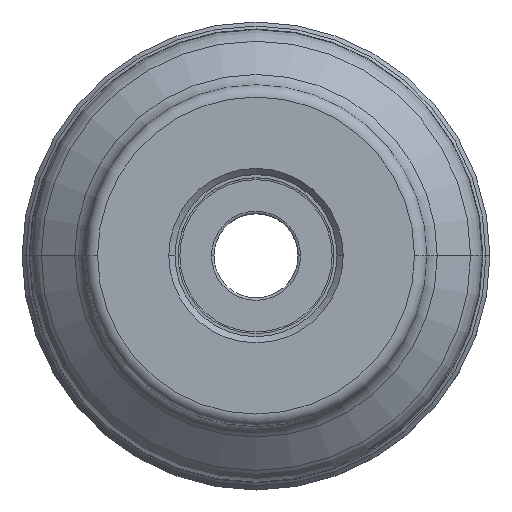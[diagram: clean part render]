
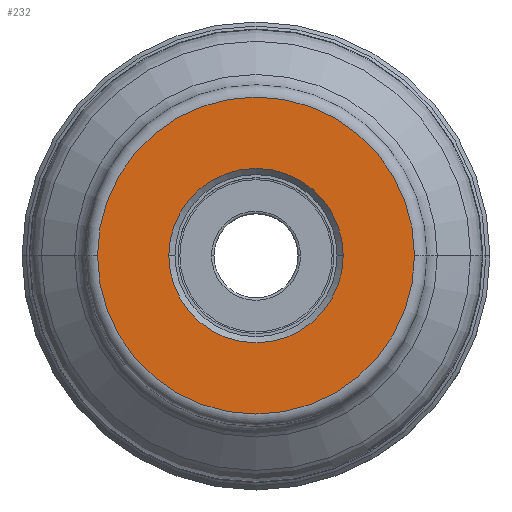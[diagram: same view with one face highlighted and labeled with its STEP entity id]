
A CAD part, top view. The second image highlights one B-rep face of the part: STEP entity #232.
In plain terms, the highlighted planar face has unit normal (0, 0, 1).
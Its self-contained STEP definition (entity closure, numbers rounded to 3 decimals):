
#232=ADVANCED_FACE('',(#284,#285),#274,.F.);
#274=PLANE('',#1561);
#284=FACE_BOUND('',#340,.T.);
#285=FACE_BOUND('',#341,.T.);
#340=EDGE_LOOP('',(#572,#573,#574,#575));
#341=EDGE_LOOP('',(#576,#577));
#572=ORIENTED_EDGE('',*,*,#965,.T.);
#573=ORIENTED_EDGE('',*,*,#964,.T.);
#574=ORIENTED_EDGE('',*,*,#962,.F.);
#575=ORIENTED_EDGE('',*,*,#961,.T.);
#576=ORIENTED_EDGE('',*,*,#966,.T.);
#577=ORIENTED_EDGE('',*,*,#967,.T.);
#810=VERTEX_POINT('',#2403);
#811=VERTEX_POINT('',#2405);
#812=VERTEX_POINT('',#2407);
#813=VERTEX_POINT('',#2411);
#814=VERTEX_POINT('',#2415);
#815=VERTEX_POINT('',#2416);
#961=EDGE_CURVE('',#811,#810,#1131,.T.);
#962=EDGE_CURVE('',#811,#812,#1132,.T.);
#964=EDGE_CURVE('',#813,#812,#1134,.T.);
#965=EDGE_CURVE('',#810,#813,#1135,.T.);
#966=EDGE_CURVE('',#814,#815,#1136,.T.);
#967=EDGE_CURVE('',#815,#814,#1137,.T.);
#1131=CIRCLE('',#1552,25.815);
#1132=CIRCLE('',#1553,25.815);
#1134=CIRCLE('',#1556,25.815);
#1135=CIRCLE('',#1557,25.815);
#1136=CIRCLE('',#1559,14.2);
#1137=CIRCLE('',#1560,14.2);
#1552=AXIS2_PLACEMENT_3D('',#2404,#1944,#1945);
#1553=AXIS2_PLACEMENT_3D('',#2406,#1946,#1947);
#1556=AXIS2_PLACEMENT_3D('',#2410,#1952,#1953);
#1557=AXIS2_PLACEMENT_3D('',#2412,#1954,#1955);
#1559=AXIS2_PLACEMENT_3D('',#2414,#1958,#1959);
#1560=AXIS2_PLACEMENT_3D('',#2417,#1960,#1961);
#1561=AXIS2_PLACEMENT_3D('',#2418,#1962,#1963);
#1944=DIRECTION('',(0.,0.,1.));
#1945=DIRECTION('',(1.,0.,0.));
#1946=DIRECTION('',(0.,0.,-1.));
#1947=DIRECTION('',(-1.,0.,0.));
#1952=DIRECTION('',(0.,0.,1.));
#1953=DIRECTION('',(-1.,0.001,0.));
#1954=DIRECTION('',(0.,0.,1.));
#1955=DIRECTION('',(1.,0.,0.));
#1958=DIRECTION('',(0.,0.,-1.));
#1959=DIRECTION('',(-1.,0.,0.));
#1960=DIRECTION('',(0.,0.,-1.));
#1961=DIRECTION('',(1.,0.,0.));
#1962=DIRECTION('',(0.,0.,-1.));
#1963=DIRECTION('',(1.,0.,0.));
#2403=CARTESIAN_POINT('',(25.815,0.,0.));
#2404=CARTESIAN_POINT('',(0.,0.,0.));
#2405=CARTESIAN_POINT('',(25.815,-0.02,0.));
#2406=CARTESIAN_POINT('',(0.,0.,0.));
#2407=CARTESIAN_POINT('',(-25.815,0.,0.));
#2410=CARTESIAN_POINT('',(0.,0.,0.));
#2411=CARTESIAN_POINT('',(-25.815,0.02,0.));
#2412=CARTESIAN_POINT('',(0.,0.,0.));
#2414=CARTESIAN_POINT('',(0.,0.,0.));
#2415=CARTESIAN_POINT('',(-14.2,0.,0.));
#2416=CARTESIAN_POINT('',(14.2,0.,0.));
#2417=CARTESIAN_POINT('',(0.,0.,0.));
#2418=CARTESIAN_POINT('',(0.,0.,0.));
